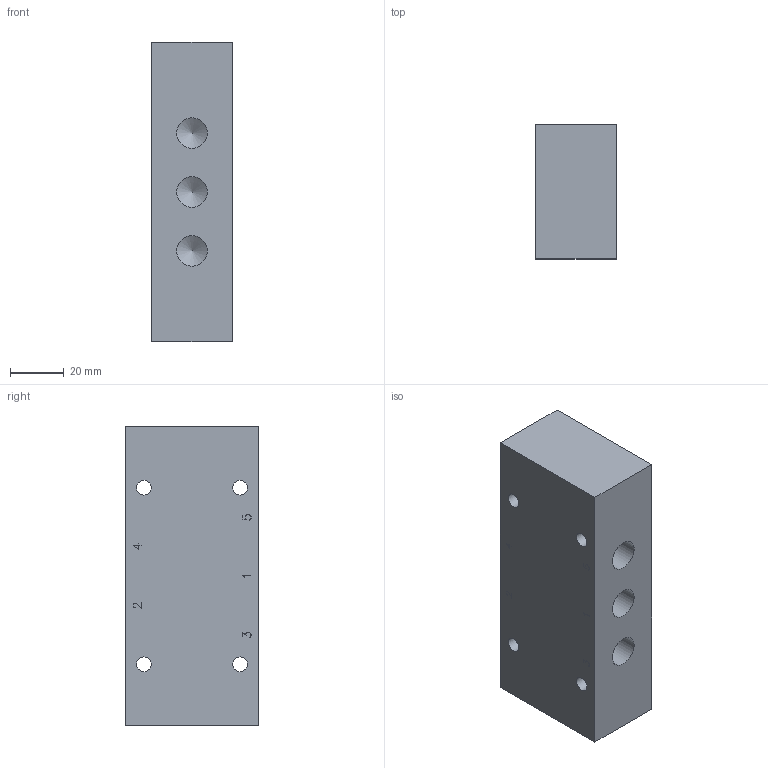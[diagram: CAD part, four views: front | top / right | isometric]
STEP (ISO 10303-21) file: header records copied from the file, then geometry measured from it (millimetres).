
FILE_DESCRIPTION (( 'STEP AP214' ), '1' );
FILE_NAME ('P-07-534_Airtec.step', '2018-12-06T09:45:32', ( '' ), ( '' ), 'SwSTEP 2.0', 'SolidWorks 2010', '' );
FILE_SCHEMA (( 'AUTOMOTIVE_DESIGN' ));
Length unit declared in the file: millimetre
Products named in the file (1): P-07-534_Airtec
Bounding box: 30 x 50 x 112 mm (x, y, z)
Volume: 156504.3 mm3; surface area: 25879 mm2
Topology: 1 solids, 1 shells, 264 faces, 747 edges, 497 vertices
Faces by surface type: plane 246, cylinder 11, cone 7
Full cylindrical faces by diameter (mm): 5.5 x4, 8.566 x2, 11.445 x5
Entity records: 8250 total; most frequent: CARTESIAN_POINT 1469, ORIENTED_EDGE 1436, DIRECTION 1270, EDGE_CURVE 718, LINE 696, VECTOR 696, VERTEX_POINT 486, EDGE_LOOP 302
